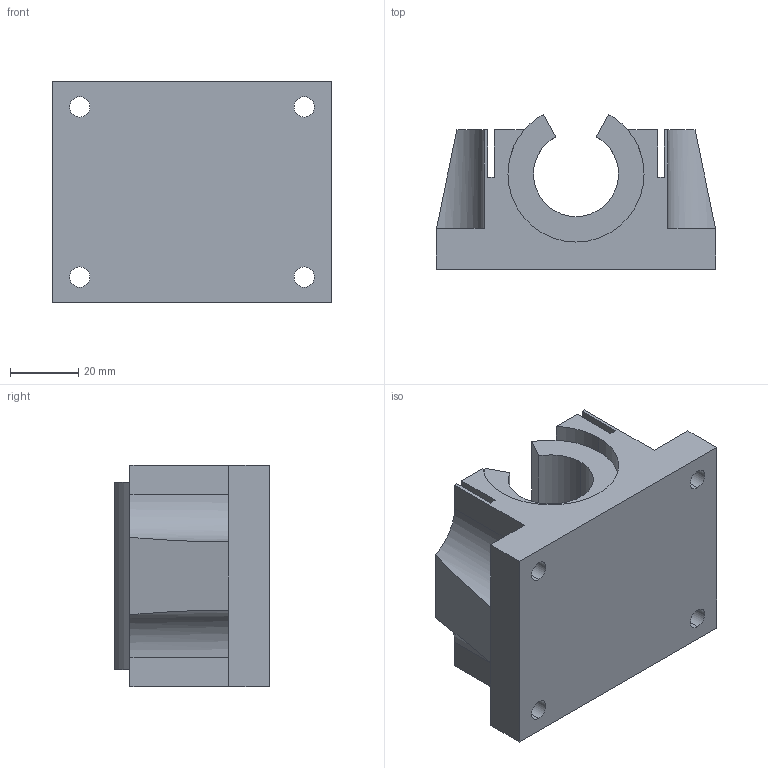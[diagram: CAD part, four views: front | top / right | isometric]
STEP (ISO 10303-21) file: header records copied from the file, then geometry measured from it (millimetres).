
FILE_DESCRIPTION (( 'STEP AP214' ), '1' );
FILE_NAME ('B582 Ëèíåéíûé ïîäøèïíèê TBR â àëþìèíèåâîì êîðïóñå äëÿ âàëîâ O 25 ìì.STEP', '2026-02-27T17:09:49', ( '' ), ( '' ), 'SwSTEP 2.0', 'SolidWorks 2026', '' );
FILE_SCHEMA (( 'AUTOMOTIVE_DESIGN' ));
Length unit declared in the file: millimetre
Products named in the file (1): B582 Линейный подшипник TBR в алюминиевом корпусе для валов Ø 25 мм
Bounding box: 82 x 45.55 x 65 mm (x, y, z)
Volume: 141598.4 mm3; surface area: 28916.2 mm2
Topology: 1 solids, 1 shells, 60 faces, 158 edges, 100 vertices
Faces by surface type: plane 29, cylinder 23, cone 8
Entity records: 1887 total; most frequent: CARTESIAN_POINT 331, DIRECTION 330, ORIENTED_EDGE 316, EDGE_CURVE 158, AXIS2_PLACEMENT_3D 115, VERTEX_POINT 100, VECTOR 100, LINE 100
